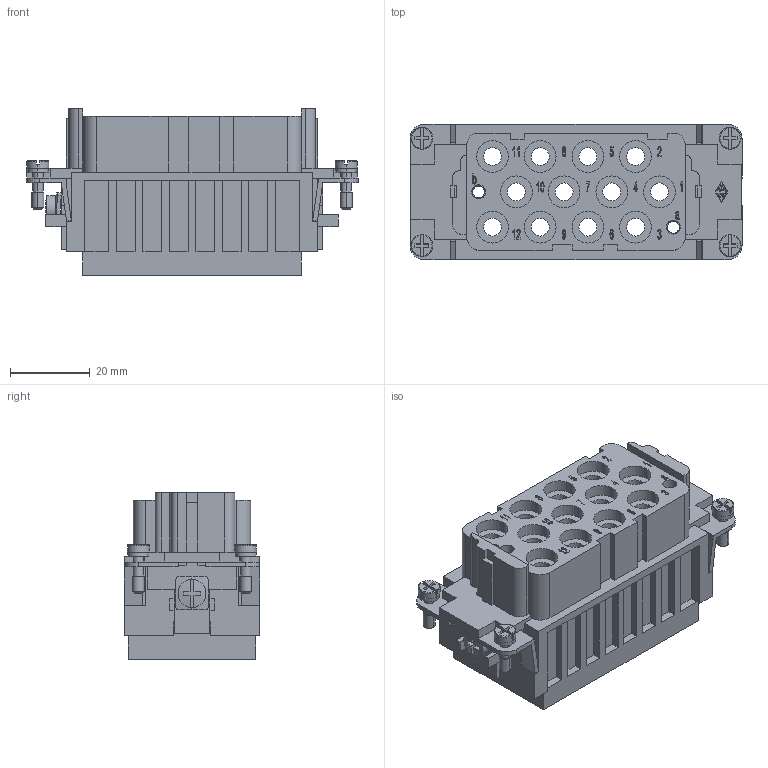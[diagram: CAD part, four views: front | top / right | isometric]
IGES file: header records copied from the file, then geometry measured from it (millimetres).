
Global section: file name: No Iges File Name specified; native system: AutoDesk Inventor R6.1; preprocessor: AutoDesk Inventor Iges Exporter R6.1; author: No Author specified; organization: No Organization specified; date: 20061025.144900; units: millimetre
Bounding box: 83.5 x 34 x 42 mm (x, y, z)
Volume: 59964.1 mm3; surface area: 28281.6 mm2
Topology: 2 solids, 2 shells, 1107 faces, 2968 edges, 1965 vertices
Faces by surface type: bspline 526, plane 479, cylinder 44, revolution 42, torus 8, sphere 4, cone 4
